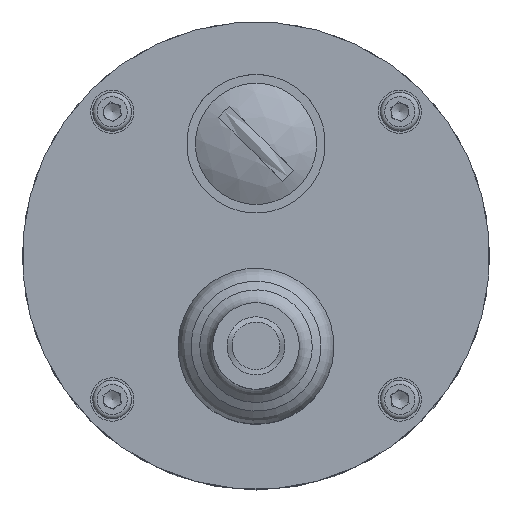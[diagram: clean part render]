
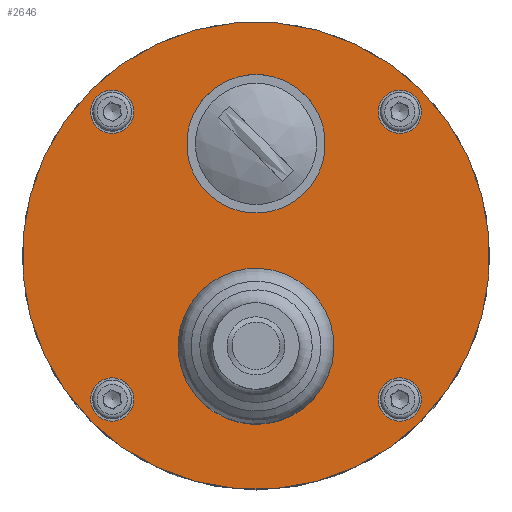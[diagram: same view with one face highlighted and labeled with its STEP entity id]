
A CAD part, top view. The second image highlights one B-rep face of the part: STEP entity #2646.
In plain terms, the highlighted planar face has unit normal (0, 0, 1).
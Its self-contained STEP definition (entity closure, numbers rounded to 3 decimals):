
#8 = EDGE_CURVE ( 'NONE', #1659, #1659, #198, .T. ) ;
#198 = CIRCLE ( 'NONE', #2193, 2.5 ) ;
#368 = AXIS2_PLACEMENT_3D ( 'NONE', #1054, #1049, #1041 ) ;
#510 = CARTESIAN_POINT ( 'NONE',  ( 4.561, -15.061, 23. ) ) ;
#514 = CARTESIAN_POINT ( 'NONE',  ( 18.385, -18.385, 23. ) ) ;
#522 = CARTESIAN_POINT ( 'NONE',  ( 19.092, -19.092, 23. ) ) ;
#530 = CARTESIAN_POINT ( 'NONE',  ( 5.657, 7.263, 23. ) ) ;
#532 = CARTESIAN_POINT ( 'NONE',  ( 18.385, 14.849, 23. ) ) ;
#540 = CARTESIAN_POINT ( 'NONE',  ( -14.849, 14.849, 23. ) ) ;
#662 = AXIS2_PLACEMENT_3D ( 'NONE', #2635, #2630, #2639 ) ;
#715 = CARTESIAN_POINT ( 'NONE',  ( -14.849, -18.385, 23. ) ) ;
#723 = AXIS2_PLACEMENT_3D ( 'NONE', #795, #792, #791 ) ;
#791 = DIRECTION ( 'NONE',  ( 0.707, -0.707, 0. ) ) ;
#792 = DIRECTION ( 'NONE',  ( 0., 0., 1. ) ) ;
#795 = CARTESIAN_POINT ( 'NONE',  ( 0., -10.5, 23. ) ) ;
#833 = ORIENTED_EDGE ( 'NONE', *, *, #8, .F. ) ;
#855 = DIRECTION ( 'NONE',  ( -0.707, 0.707, 0. ) ) ;
#856 = PLANE ( 'NONE',  #2446 ) ;
#862 = ORIENTED_EDGE ( 'NONE', *, *, #866, .F. ) ;
#865 = CARTESIAN_POINT ( 'NONE',  ( 19.092, 19.092, 23. ) ) ;
#866 = EDGE_CURVE ( 'NONE', #1503, #1503, #2467, .T. ) ;
#885 = DIRECTION ( 'NONE',  ( 0., 0., -1. ) ) ;
#901 = EDGE_LOOP ( 'NONE', ( #1606 ) ) ;
#1034 = AXIS2_PLACEMENT_3D ( 'NONE', #2536, #2426, #2429 ) ;
#1041 = DIRECTION ( 'NONE',  ( 0.707, -0.707, 0. ) ) ;
#1049 = DIRECTION ( 'NONE',  ( 0., 0., 1. ) ) ;
#1054 = CARTESIAN_POINT ( 'NONE',  ( 16.617, -16.617, 23. ) ) ;
#1080 = EDGE_CURVE ( 'NONE', #1497, #1497, #2427, .T. ) ;
#1092 = EDGE_CURVE ( 'NONE', #1495, #1495, #2418, .T. ) ;
#1148 = AXIS2_PLACEMENT_3D ( 'NONE', #2424, #2420, #2417 ) ;
#1315 = ORIENTED_EDGE ( 'NONE', *, *, #2665, .F. ) ;
#1391 = ORIENTED_EDGE ( 'NONE', *, *, #2094, .T. ) ;
#1458 = VERTEX_POINT ( 'NONE', #510 ) ;
#1464 = VERTEX_POINT ( 'NONE', #514 ) ;
#1479 = VERTEX_POINT ( 'NONE', #522 ) ;
#1495 = VERTEX_POINT ( 'NONE', #530 ) ;
#1497 = VERTEX_POINT ( 'NONE', #532 ) ;
#1503 = VERTEX_POINT ( 'NONE', #540 ) ;
#1545 = CARTESIAN_POINT ( 'NONE',  ( -16.617, -16.617, 23. ) ) ;
#1602 = ORIENTED_EDGE ( 'NONE', *, *, #1092, .F. ) ;
#1606 = ORIENTED_EDGE ( 'NONE', *, *, #2535, .F. ) ;
#1631 = DIRECTION ( 'NONE',  ( 0., 0., 1. ) ) ;
#1640 = ORIENTED_EDGE ( 'NONE', *, *, #1080, .F. ) ;
#1647 = DIRECTION ( 'NONE',  ( 0.707, -0.707, 0. ) ) ;
#1659 = VERTEX_POINT ( 'NONE', #715 ) ;
#1707 = CIRCLE ( 'NONE', #723, 6.45 ) ;
#1716 = FACE_OUTER_BOUND ( 'NONE', #2136, .T. ) ;
#1720 = FACE_BOUND ( 'NONE', #2129, .T. ) ;
#1725 = FACE_BOUND ( 'NONE', #2055, .T. ) ;
#1729 = FACE_BOUND ( 'NONE', #1969, .T. ) ;
#1735 = FACE_BOUND ( 'NONE', #1893, .T. ) ;
#1738 = FACE_BOUND ( 'NONE', #2093, .T. ) ;
#1752 = FACE_BOUND ( 'NONE', #901, .T. ) ;
#1879 = CIRCLE ( 'NONE', #368, 2.5 ) ;
#1893 = EDGE_LOOP ( 'NONE', ( #1315 ) ) ;
#1969 = EDGE_LOOP ( 'NONE', ( #1640 ) ) ;
#2046 = DIRECTION ( 'NONE',  ( 0.707, -0.707, 0. ) ) ;
#2047 = DIRECTION ( 'NONE',  ( 0., 0., 1. ) ) ;
#2051 = CARTESIAN_POINT ( 'NONE',  ( 0., 0., 23. ) ) ;
#2055 = EDGE_LOOP ( 'NONE', ( #833 ) ) ;
#2093 = EDGE_LOOP ( 'NONE', ( #862 ) ) ;
#2094 = EDGE_CURVE ( 'NONE', #1479, #1479, #2320, .T. ) ;
#2129 = EDGE_LOOP ( 'NONE', ( #1602 ) ) ;
#2136 = EDGE_LOOP ( 'NONE', ( #1391 ) ) ;
#2193 = AXIS2_PLACEMENT_3D ( 'NONE', #1545, #1631, #1647 ) ;
#2320 = CIRCLE ( 'NONE', #2705, 27. ) ;
#2417 = DIRECTION ( 'NONE',  ( 0.707, -0.707, 0. ) ) ;
#2418 = CIRCLE ( 'NONE', #1148, 8. ) ;
#2420 = DIRECTION ( 'NONE',  ( 0., 0., 1. ) ) ;
#2424 = CARTESIAN_POINT ( 'NONE',  ( 0., 12.92, 23. ) ) ;
#2426 = DIRECTION ( 'NONE',  ( 0., 0., 1. ) ) ;
#2427 = CIRCLE ( 'NONE', #1034, 2.5 ) ;
#2429 = DIRECTION ( 'NONE',  ( 0.707, -0.707, 0. ) ) ;
#2446 = AXIS2_PLACEMENT_3D ( 'NONE', #865, #885, #855 ) ;
#2467 = CIRCLE ( 'NONE', #662, 2.5 ) ;
#2535 = EDGE_CURVE ( 'NONE', #1464, #1464, #1879, .T. ) ;
#2536 = CARTESIAN_POINT ( 'NONE',  ( 16.617, 16.617, 23. ) ) ;
#2630 = DIRECTION ( 'NONE',  ( 0., 0., 1. ) ) ;
#2635 = CARTESIAN_POINT ( 'NONE',  ( -16.617, 16.617, 23. ) ) ;
#2639 = DIRECTION ( 'NONE',  ( 0.707, -0.707, 0. ) ) ;
#2646 = ADVANCED_FACE ( 'NONE', ( #1735, #1729, #1752, #1738, #1725, #1720, #1716 ), #856, .F. ) ;
#2665 = EDGE_CURVE ( 'NONE', #1458, #1458, #1707, .T. ) ;
#2705 = AXIS2_PLACEMENT_3D ( 'NONE', #2051, #2047, #2046 ) ;
